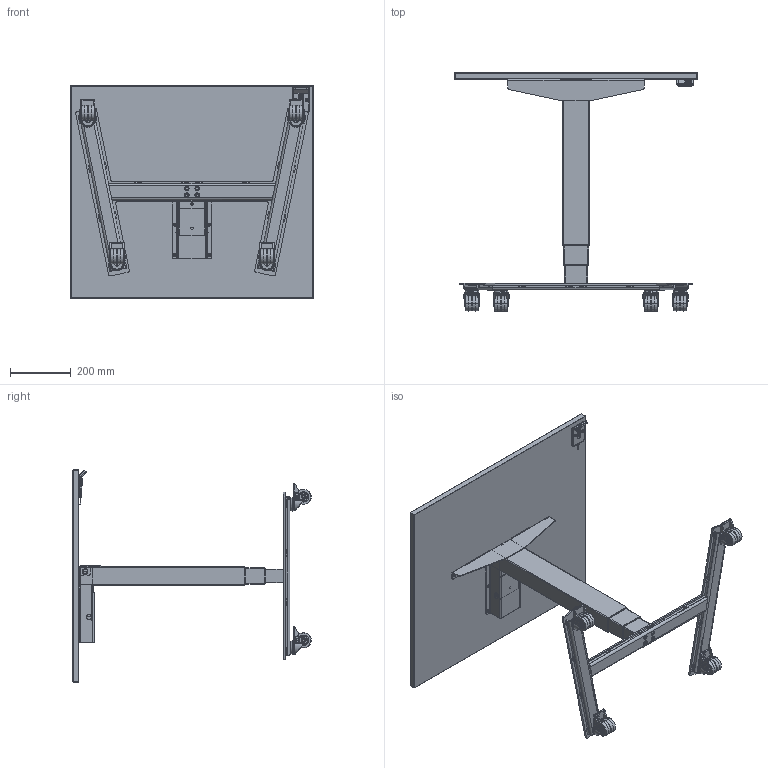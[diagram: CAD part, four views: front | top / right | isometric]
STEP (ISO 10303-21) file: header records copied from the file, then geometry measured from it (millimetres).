
FILE_DESCRIPTION (( 'STEP AP203' ), '1' );
FILE_NAME ('514145xE_Mobile One A, skiva 800x700_202102.STEP', '2021-03-01T15:01:15', ( '' ), ( '' ), 'SwSTEP 2.0', 'SolidWorks 2019', '' );
FILE_SCHEMA (( 'CONFIG_CONTROL_DESIGN' ));
Length unit declared in the file: millimetre
Products named in the file (1): 514145xE_Mobile One A, skiva 800x700_202102
Bounding box: 800 x 786.2 x 700 mm (x, y, z)
Surface area: 2081060 mm2 (no closed solid volume)
Topology: 0 solids, 124 shells, 1001 faces, 3794 edges, 2847 vertices
Faces by surface type: plane 372, cylinder 357, torus 123, cone 73, sphere 63, bspline 13
Entity records: 42598 total; most frequent: CARTESIAN_POINT 10803, DIRECTION 7124, ORIENTED_EDGE 5492, EDGE_CURVE 3772, VERTEX_POINT 2846, AXIS2_PLACEMENT_3D 2689, VECTOR 1746, LINE 1746
